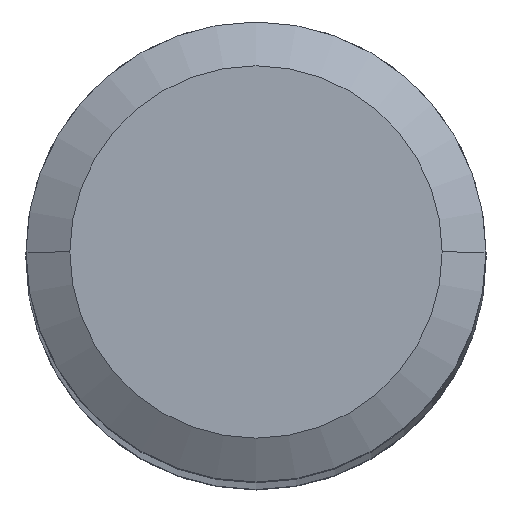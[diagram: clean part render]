
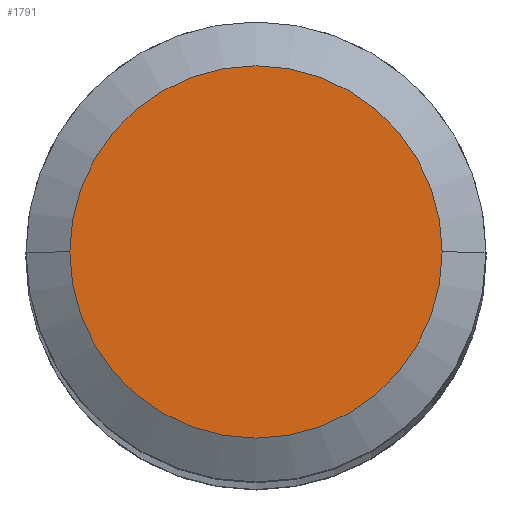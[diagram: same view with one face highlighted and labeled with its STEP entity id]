
A CAD part, top view. The second image highlights one B-rep face of the part: STEP entity #1791.
In plain terms, the highlighted planar face has unit normal (0, 0, 1).
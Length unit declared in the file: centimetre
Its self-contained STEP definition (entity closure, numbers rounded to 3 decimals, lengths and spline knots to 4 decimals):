
#366 = AXIS2_PLACEMENT_3D ( 'NONE', #2514, #2169, #1240 ) ;
#372 = CARTESIAN_POINT ( 'NONE',  ( 1.2848, 0., 15.875 ) ) ;
#454 = ORIENTED_EDGE ( 'NONE', *, *, #1008, .F. ) ;
#487 = CARTESIAN_POINT ( 'NONE',  ( 0., 0., 15.875 ) ) ;
#717 = ORIENTED_EDGE ( 'NONE', *, *, #2140, .F. ) ;
#756 = DIRECTION ( 'NONE',  ( 0., 0., -1. ) ) ;
#976 = PLANE ( 'NONE',  #2102 ) ;
#1008 = EDGE_CURVE ( 'NONE', #3535, #3958, #2156, .T. ) ;
#1240 = DIRECTION ( 'NONE',  ( -1., 0., 0. ) ) ;
#1328 = DIRECTION ( 'NONE',  ( 1., 0., 0. ) ) ;
#1364 = AXIS2_PLACEMENT_3D ( 'NONE', #487, #756, #2668 ) ;
#1675 = CARTESIAN_POINT ( 'NONE',  ( -1.2848, 0., 15.875 ) ) ;
#1791 = ADVANCED_FACE ( 'NONE', ( #3792 ), #976, .T. ) ;
#2102 = AXIS2_PLACEMENT_3D ( 'NONE', #2233, #3816, #1328 ) ;
#2140 = EDGE_CURVE ( 'NONE', #3958, #3535, #2598, .T. ) ;
#2156 = CIRCLE ( 'NONE', #1364, 1.2848 ) ;
#2169 = DIRECTION ( 'NONE',  ( 0., 0., -1. ) ) ;
#2233 = CARTESIAN_POINT ( 'NONE',  ( 0., 0., 15.875 ) ) ;
#2514 = CARTESIAN_POINT ( 'NONE',  ( 0., 0., 15.875 ) ) ;
#2598 = CIRCLE ( 'NONE', #366, 1.2848 ) ;
#2668 = DIRECTION ( 'NONE',  ( -1., 0., 0. ) ) ;
#3535 = VERTEX_POINT ( 'NONE', #372 ) ;
#3747 = EDGE_LOOP ( 'NONE', ( #454, #717 ) ) ;
#3792 = FACE_OUTER_BOUND ( 'NONE', #3747, .T. ) ;
#3816 = DIRECTION ( 'NONE',  ( 0., 0., 1. ) ) ;
#3958 = VERTEX_POINT ( 'NONE', #1675 ) ;
